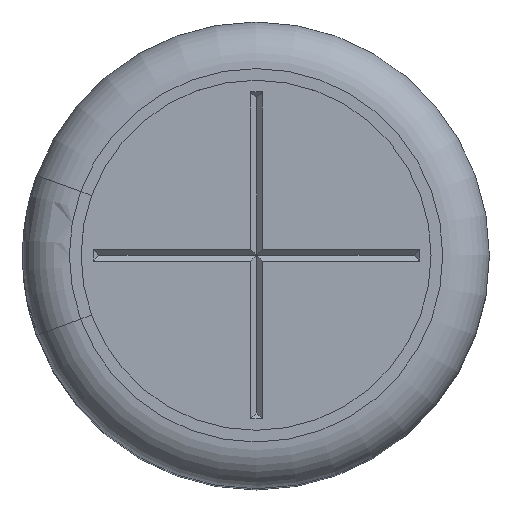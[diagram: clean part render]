
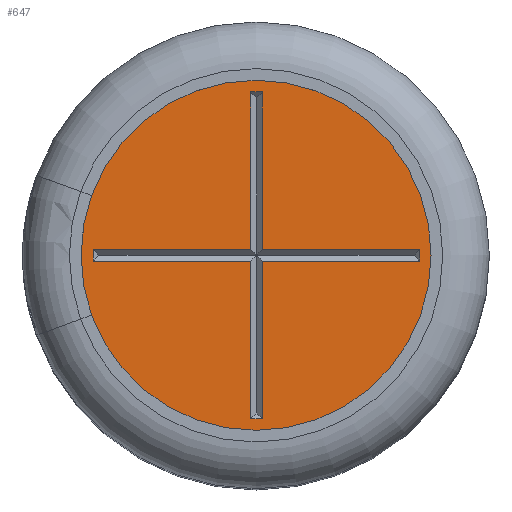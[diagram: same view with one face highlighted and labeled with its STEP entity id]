
A CAD part, top view. The second image highlights one B-rep face of the part: STEP entity #647.
In plain terms, the highlighted planar face has unit normal (0, 0, 1).
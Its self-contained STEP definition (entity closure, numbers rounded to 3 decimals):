
#647=ADVANCED_FACE('',(#1452,#1454),#1456,.T.);
#1452=FACE_BOUND('',#1453,.T.);
#1453=EDGE_LOOP('',(#2118));
#1454=FACE_BOUND('',#1455,.T.);
#1455=EDGE_LOOP('',(#2119,#2120,#2121,#2122,#2123,#2124,#2125,#2126,#2127,#2128,
#2129,#2130));
#1456=PLANE('',#1457);
#1457=AXIS2_PLACEMENT_3D('',#1458,#1459,#1460);
#1458=CARTESIAN_POINT('',(0.,0.,6.9));
#1459=DIRECTION('',(0.,0.,1.));
#1460=DIRECTION('',(1.,0.,0.));
#2118=ORIENTED_EDGE('',*,*,#2452,.T.);
#2119=ORIENTED_EDGE('',*,*,#2493,.T.);
#2120=ORIENTED_EDGE('',*,*,#2494,.T.);
#2121=ORIENTED_EDGE('',*,*,#2495,.T.);
#2122=ORIENTED_EDGE('',*,*,#2496,.T.);
#2123=ORIENTED_EDGE('',*,*,#2497,.T.);
#2124=ORIENTED_EDGE('',*,*,#2498,.T.);
#2125=ORIENTED_EDGE('',*,*,#2499,.T.);
#2126=ORIENTED_EDGE('',*,*,#2500,.T.);
#2127=ORIENTED_EDGE('',*,*,#2501,.T.);
#2128=ORIENTED_EDGE('',*,*,#2502,.T.);
#2129=ORIENTED_EDGE('',*,*,#2503,.T.);
#2130=ORIENTED_EDGE('',*,*,#2504,.T.);
#2452=EDGE_CURVE('',#2851,#2851,#2852,.T.);
#2493=EDGE_CURVE('',#2921,#2922,#2923,.F.);
#2494=EDGE_CURVE('',#2922,#2924,#2925,.F.);
#2495=EDGE_CURVE('',#2924,#2926,#2927,.F.);
#2496=EDGE_CURVE('',#2926,#2928,#2929,.F.);
#2497=EDGE_CURVE('',#2928,#2930,#2931,.F.);
#2498=EDGE_CURVE('',#2930,#2932,#2933,.F.);
#2499=EDGE_CURVE('',#2932,#2934,#2935,.F.);
#2500=EDGE_CURVE('',#2934,#2936,#2937,.F.);
#2501=EDGE_CURVE('',#2936,#2938,#2939,.F.);
#2502=EDGE_CURVE('',#2938,#2940,#2941,.F.);
#2503=EDGE_CURVE('',#2940,#2942,#2943,.F.);
#2504=EDGE_CURVE('',#2942,#2921,#2944,.F.);
#2851=VERTEX_POINT('',#4029);
#2852=CIRCLE('',#4030,1.5);
#2921=VERTEX_POINT('',#4247);
#2922=VERTEX_POINT('',#4248);
#2923=LINE('',#4249,#4250);
#2924=VERTEX_POINT('',#4252);
#2925=LINE('',#4253,#4254);
#2926=VERTEX_POINT('',#4256);
#2927=LINE('',#4257,#4258);
#2928=VERTEX_POINT('',#4260);
#2929=LINE('',#4261,#4262);
#2930=VERTEX_POINT('',#4264);
#2931=LINE('',#4265,#4266);
#2932=VERTEX_POINT('',#4268);
#2933=LINE('',#4269,#4270);
#2934=VERTEX_POINT('',#4272);
#2935=LINE('',#4273,#4274);
#2936=VERTEX_POINT('',#4276);
#2937=LINE('',#4277,#4278);
#2938=VERTEX_POINT('',#4280);
#2939=LINE('',#4281,#4282);
#2940=VERTEX_POINT('',#4284);
#2941=LINE('',#4285,#4286);
#2942=VERTEX_POINT('',#4288);
#2943=LINE('',#4289,#4290);
#2944=LINE('',#4292,#4293);
#4029=CARTESIAN_POINT('',(1.5,0.,6.9));
#4030=AXIS2_PLACEMENT_3D('',#4031,#4032,#4033);
#4031=CARTESIAN_POINT('',(0.,0.,6.9));
#4032=DIRECTION('',(0.,0.,1.));
#4033=DIRECTION('',(1.,0.,0.));
#4247=CARTESIAN_POINT('',(-0.046,-0.05,6.9));
#4248=CARTESIAN_POINT('',(-1.396,-0.05,6.9));
#4249=CARTESIAN_POINT('',(-1.396,-0.05,6.9));
#4250=VECTOR('',#4251,1.);
#4251=DIRECTION('',(1.,0.,0.));
#4252=CARTESIAN_POINT('',(-1.396,0.05,6.9));
#4253=CARTESIAN_POINT('',(-1.396,0.05,6.9));
#4254=VECTOR('',#4255,1.);
#4255=DIRECTION('',(0.,-1.,0.));
#4256=CARTESIAN_POINT('',(-0.046,0.05,6.9));
#4257=CARTESIAN_POINT('',(-0.046,0.05,6.9));
#4258=VECTOR('',#4259,1.);
#4259=DIRECTION('',(-1.,0.,0.));
#4260=CARTESIAN_POINT('',(-0.046,1.4,6.9));
#4261=CARTESIAN_POINT('',(-0.046,1.4,6.9));
#4262=VECTOR('',#4263,1.);
#4263=DIRECTION('',(0.,-1.,0.));
#4264=CARTESIAN_POINT('',(0.054,1.4,6.9));
#4265=CARTESIAN_POINT('',(0.054,1.4,6.9));
#4266=VECTOR('',#4267,1.);
#4267=DIRECTION('',(-1.,0.,0.));
#4268=CARTESIAN_POINT('',(0.054,0.05,6.9));
#4269=CARTESIAN_POINT('',(0.054,0.05,6.9));
#4270=VECTOR('',#4271,1.);
#4271=DIRECTION('',(0.,1.,0.));
#4272=CARTESIAN_POINT('',(1.404,0.05,6.9));
#4273=CARTESIAN_POINT('',(1.404,0.05,6.9));
#4274=VECTOR('',#4275,1.);
#4275=DIRECTION('',(-1.,0.,0.));
#4276=CARTESIAN_POINT('',(1.404,-0.05,6.9));
#4277=CARTESIAN_POINT('',(1.404,-0.05,6.9));
#4278=VECTOR('',#4279,1.);
#4279=DIRECTION('',(0.,1.,0.));
#4280=CARTESIAN_POINT('',(0.054,-0.05,6.9));
#4281=CARTESIAN_POINT('',(0.054,-0.05,6.9));
#4282=VECTOR('',#4283,1.);
#4283=DIRECTION('',(1.,0.,0.));
#4284=CARTESIAN_POINT('',(0.054,-1.4,6.9));
#4285=CARTESIAN_POINT('',(0.054,-1.4,6.9));
#4286=VECTOR('',#4287,1.);
#4287=DIRECTION('',(0.,1.,0.));
#4288=CARTESIAN_POINT('',(-0.046,-1.4,6.9));
#4289=CARTESIAN_POINT('',(-0.046,-1.4,6.9));
#4290=VECTOR('',#4291,1.);
#4291=DIRECTION('',(1.,0.,0.));
#4292=CARTESIAN_POINT('',(-0.046,-0.05,6.9));
#4293=VECTOR('',#4294,1.);
#4294=DIRECTION('',(0.,-1.,0.));
